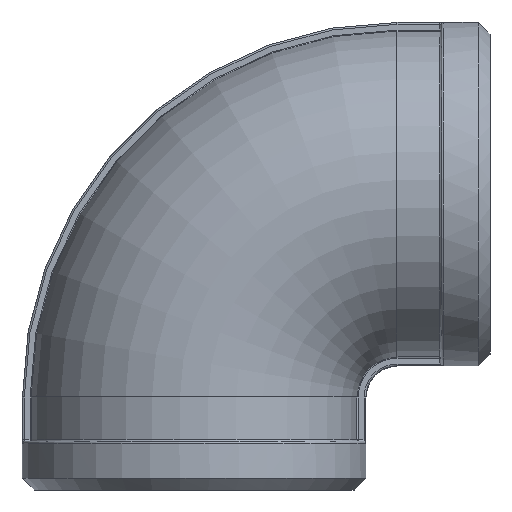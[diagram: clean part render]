
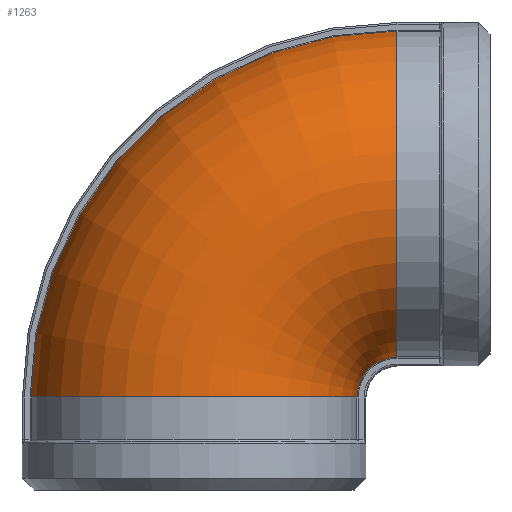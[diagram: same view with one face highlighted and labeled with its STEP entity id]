
A CAD part, front view. The second image highlights one B-rep face of the part: STEP entity #1263.
In plain terms, the highlighted toroidal (fillet/blend) face has major radius 33.25 mm and minor radius 26.85 mm.
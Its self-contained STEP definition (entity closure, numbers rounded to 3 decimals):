
#208=TOROIDAL_SURFACE('',#1372,33.25,26.85);
#232=FACE_OUTER_BOUND('',#325,.T.);
#325=EDGE_LOOP('',(#871,#872,#873,#874));
#435=CIRCLE('',#1363,26.85);
#442=CIRCLE('',#1373,59.978);
#443=CIRCLE('',#1374,6.522);
#444=CIRCLE('',#1375,26.85);
#552=VERTEX_POINT('',#2033);
#555=VERTEX_POINT('',#2038);
#560=VERTEX_POINT('',#2054);
#561=VERTEX_POINT('',#2056);
#669=EDGE_CURVE('',#555,#552,#435,.T.);
#676=EDGE_CURVE('',#552,#560,#442,.T.);
#677=EDGE_CURVE('',#561,#555,#443,.T.);
#678=EDGE_CURVE('',#561,#560,#444,.T.);
#871=ORIENTED_EDGE('',*,*,#676,.F.);
#872=ORIENTED_EDGE('',*,*,#669,.F.);
#873=ORIENTED_EDGE('',*,*,#677,.F.);
#874=ORIENTED_EDGE('',*,*,#678,.T.);
#1263=ADVANCED_FACE('',(#232),#208,.T.);
#1363=AXIS2_PLACEMENT_3D('',#2040,#1579,#1580);
#1372=AXIS2_PLACEMENT_3D('',#2053,#1597,#1598);
#1373=AXIS2_PLACEMENT_3D('',#2055,#1599,#1600);
#1374=AXIS2_PLACEMENT_3D('',#2057,#1601,#1602);
#1375=AXIS2_PLACEMENT_3D('',#2058,#1603,#1604);
#1579=DIRECTION('center_axis',(0.,0.,-1.));
#1580=DIRECTION('ref_axis',(0.,-1.,0.));
#1597=DIRECTION('center_axis',(0.,-1.,0.));
#1598=DIRECTION('ref_axis',(0.,0.,-1.));
#1599=DIRECTION('center_axis',(0.,1.,0.));
#1600=DIRECTION('ref_axis',(0.,0.,-1.));
#1601=DIRECTION('center_axis',(0.,-1.,0.));
#1602=DIRECTION('ref_axis',(0.,0.,-1.));
#1603=DIRECTION('center_axis',(-1.,0.,0.));
#1604=DIRECTION('ref_axis',(0.,-1.,0.));
#2033=CARTESIAN_POINT('',(-59.978,-2.558,0.));
#2038=CARTESIAN_POINT('',(-6.522,-2.558,0.));
#2040=CARTESIAN_POINT('Origin',(-33.25,0.,0.));
#2053=CARTESIAN_POINT('Origin',(0.,0.,0.));
#2054=CARTESIAN_POINT('',(0.,-2.558,59.978));
#2055=CARTESIAN_POINT('Origin',(0.,-2.558,0.));
#2056=CARTESIAN_POINT('',(0.,-2.558,6.522));
#2057=CARTESIAN_POINT('Origin',(0.,-2.558,0.));
#2058=CARTESIAN_POINT('Origin',(0.,0.,33.25));
